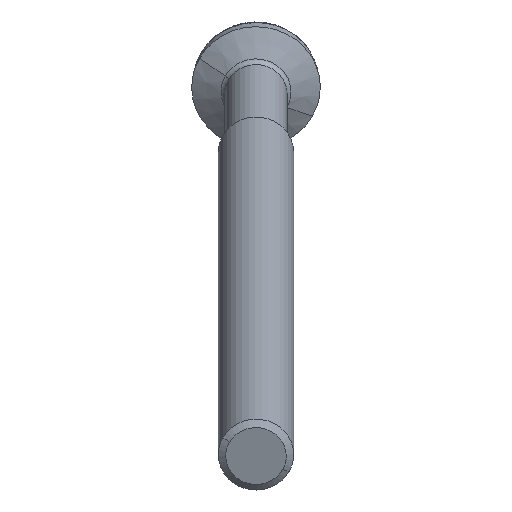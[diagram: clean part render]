
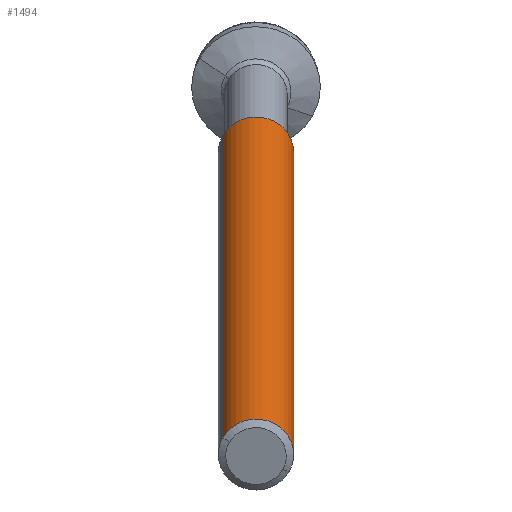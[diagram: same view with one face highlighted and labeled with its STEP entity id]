
A CAD part, front view. The second image highlights one B-rep face of the part: STEP entity #1494.
In plain terms, the highlighted cylindrical face has radius 1.7 mm (diameter 3.4 mm), a partial arc.
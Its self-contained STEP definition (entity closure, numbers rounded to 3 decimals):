
#1418=CARTESIAN_POINT('Vertex',(1.492,-8.6,-0.815)) ;
#1425=CARTESIAN_POINT('Vertex',(-1.492,-8.6,0.815)) ;
#1440=CARTESIAN_POINT('Axis2P3D Location',(0.,-8.6,0.)) ;
#1452=CARTESIAN_POINT('Axis2P3D Location',(0.,1.799,0.)) ;
#1457=CARTESIAN_POINT('Line Origine',(1.492,-28.503,-0.815)) ;
#1461=CARTESIAN_POINT('Vertex',(1.492,-48.406,-0.815)) ;
#1468=CARTESIAN_POINT('Vertex',(-1.492,-48.406,0.815)) ;
#1471=CARTESIAN_POINT('Line Origine',(-1.492,-28.503,0.815)) ;
#1483=CARTESIAN_POINT('Axis2P3D Location',(0.,-48.406,0.)) ;
#1441=DIRECTION('Axis2P3D Direction',(0.,-1.,-0.)) ;
#1453=DIRECTION('Axis2P3D Direction',(0.,1.,0.)) ;
#1454=DIRECTION('Axis2P3D XDirection',(0.878,0.,-0.479)) ;
#1458=DIRECTION('Vector Direction',(0.,1.,0.)) ;
#1472=DIRECTION('Vector Direction',(0.,1.,0.)) ;
#1484=DIRECTION('Axis2P3D Direction',(0.,1.,0.)) ;
#1442=AXIS2_PLACEMENT_3D('Circle Axis2P3D',#1440,#1441,$) ;
#1455=AXIS2_PLACEMENT_3D('Cylinder Axis2P3D',#1452,#1453,#1454) ;
#1485=AXIS2_PLACEMENT_3D('Circle Axis2P3D',#1483,#1484,$) ;
#1489=ORIENTED_EDGE('',*,*,#1444,.F.) ;
#1490=ORIENTED_EDGE('',*,*,#1475,.T.) ;
#1491=ORIENTED_EDGE('',*,*,#1487,.T.) ;
#1492=ORIENTED_EDGE('',*,*,#1463,.F.) ;
#1459=VECTOR('Line Direction',#1458,1.) ;
#1473=VECTOR('Line Direction',#1472,1.) ;
#1494=ADVANCED_FACE('Body.5',(#1493),#1456,.T.) ;
#1443=CIRCLE('generated circle',#1442,1.7) ;
#1486=CIRCLE('generated circle',#1485,1.7) ;
#1456=CYLINDRICAL_SURFACE('generated cylinder',#1455,1.7) ;
#1444=EDGE_CURVE('',#1426,#1419,#1443,.F.) ;
#1463=EDGE_CURVE('',#1419,#1462,#1460,.F.) ;
#1475=EDGE_CURVE('',#1426,#1469,#1474,.F.) ;
#1487=EDGE_CURVE('',#1469,#1462,#1486,.T.) ;
#1488=EDGE_LOOP('',(#1489,#1490,#1491,#1492)) ;
#1493=FACE_OUTER_BOUND('',#1488,.T.) ;
#1460=LINE('Line',#1457,#1459) ;
#1474=LINE('Line',#1471,#1473) ;
#1419=VERTEX_POINT('',#1418) ;
#1426=VERTEX_POINT('',#1425) ;
#1462=VERTEX_POINT('',#1461) ;
#1469=VERTEX_POINT('',#1468) ;
